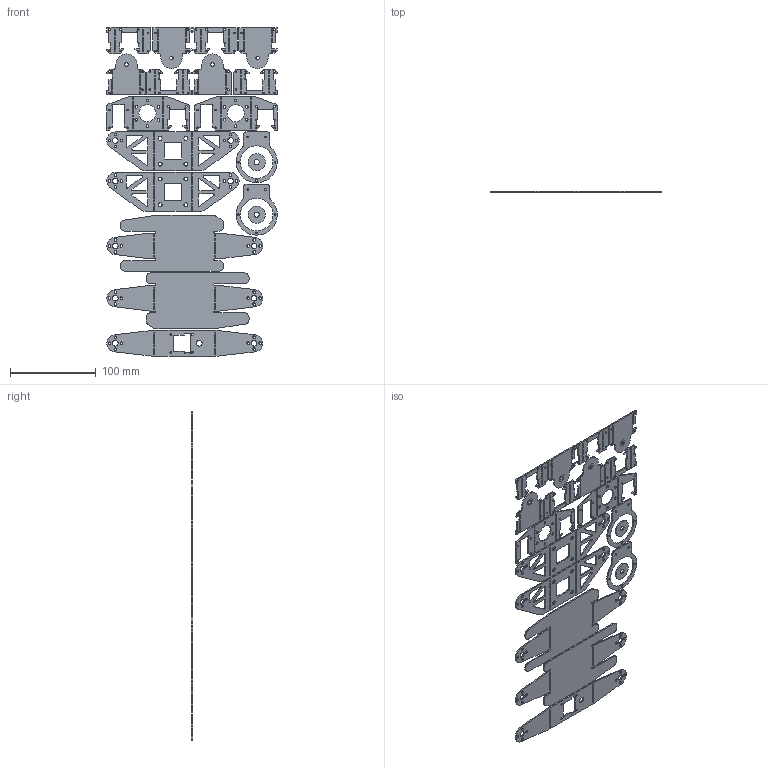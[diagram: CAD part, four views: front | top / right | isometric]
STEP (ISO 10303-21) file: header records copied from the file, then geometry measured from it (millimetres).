
FILE_DESCRIPTION(/* description */ (''),/* implementation_level */ '2;1');
FILE_NAME(/* name */ 'Leg_t1.5_CAM.stp',/* time_stamp */ '2025-04-27T02:13:38+09:00',/* author */ ('rei_r'),/* organization */ (''),/* preprocessor_version */ 'ST-DEVELOPER v19.2',/* originating_system */ 'Autodesk Inventor 2023',/* authorisation */ '');
FILE_SCHEMA (('AUTOMOTIVE_DESIGN { 1 0 10303 214 3 1 1 }'));
Length unit declared in the file: millimetre
Products named in the file (9): Leg_t1.5_CAM; roll_pitch_connecter; roll_free_horn_axis; knee_joint_1; hip_joint_2; hip_joint_yaw_spacer; hip_joint_yaw_washer_holder; hip_joint_1; ankle_joint_1
Assembly tree (19 placements, depth 2):
  Leg_t1.5_CAM
    roll_pitch_connecter  x4
    roll_free_horn_axis  x4
    knee_joint_1  x2
    hip_joint_yaw_washer_holder  x2
    hip_joint_yaw_spacer  x2
    hip_joint_2  x2
    ankle_joint_1  x2
    hip_joint_1
Bounding box: 198.99 x 1.5 x 383.25 mm (x, y, z)
Volume: 69702.2 mm3; surface area: 106128.8 mm2
Topology: 19 solids, 19 shells, 1751 faces, 5411 edges, 3328 vertices
Faces by surface type: plane 972, cylinder 779
Full cylindrical faces by diameter (mm): 1.1 x116, 2.1 x78, 3.1 x52, 4.1 x4, 4.5 x8, 6.1 x2, 6.5 x11, 8.2 x4, 10.2 x2, 20 x4, 38.1 x2
Entity records: 26284 total; most frequent: DIRECTION 4829, ORIENTED_EDGE 4530, CARTESIAN_POINT 4418, EDGE_CURVE 2265, AXIS2_PLACEMENT_3D 1816, VERTEX_POINT 1405, LINE 1197, VECTOR 1197
